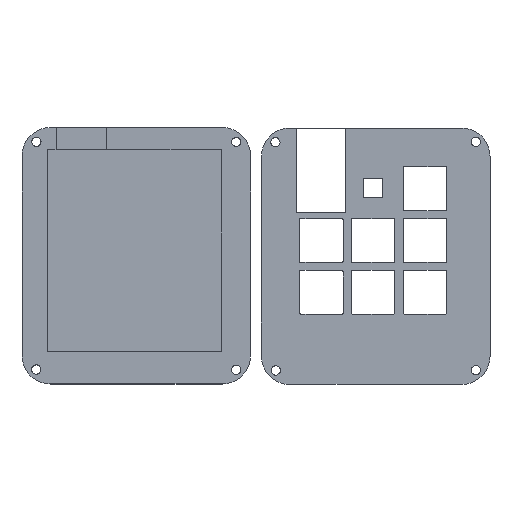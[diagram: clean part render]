
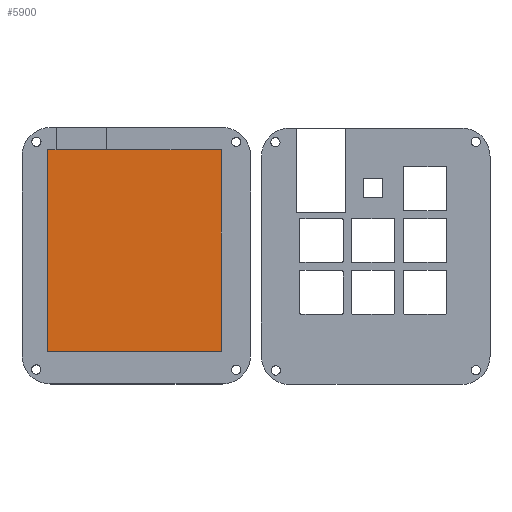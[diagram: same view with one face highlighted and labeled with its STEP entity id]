
A CAD part, top view. The second image highlights one B-rep face of the part: STEP entity #5900.
In plain terms, the highlighted planar face has unit normal (0, 0, 1).
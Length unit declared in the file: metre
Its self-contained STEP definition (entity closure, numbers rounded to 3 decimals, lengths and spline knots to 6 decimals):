
#464=LINE('',#8479,#1015);
#491=LINE('',#8534,#1042);
#494=LINE('',#8540,#1045);
#497=LINE('',#8566,#1048);
#1015=VECTOR('',#6776,1.);
#1042=VECTOR('',#6815,1.);
#1045=VECTOR('',#6820,1.);
#1048=VECTOR('',#6849,1.);
#1759=ORIENTED_EDGE('',*,*,#3517,.F.);
#1760=ORIENTED_EDGE('',*,*,#3490,.F.);
#1761=ORIENTED_EDGE('',*,*,#3531,.T.);
#1762=ORIENTED_EDGE('',*,*,#3520,.T.);
#3490=EDGE_CURVE('',#4397,#4398,#464,.T.);
#3517=EDGE_CURVE('',#4398,#4420,#491,.T.);
#3520=EDGE_CURVE('',#4422,#4420,#494,.T.);
#3531=EDGE_CURVE('',#4397,#4422,#497,.T.);
#4397=VERTEX_POINT('',#8478);
#4398=VERTEX_POINT('',#8480);
#4420=VERTEX_POINT('',#8535);
#4422=VERTEX_POINT('',#8541);
#5020=EDGE_LOOP('',(#1759,#1760,#1761,#1762));
#5399=FACE_BOUND('',#5020,.T.);
#5751=PLANE('',#6299);
#5900=ADVANCED_FACE('',(#5399),#5751,.T.);
#6299=AXIS2_PLACEMENT_3D('',#8578,#6871,#6872);
#6776=DIRECTION('',(0.,1.,0.));
#6815=DIRECTION('',(1.,0.,0.));
#6820=DIRECTION('',(0.,1.,0.));
#6849=DIRECTION('',(1.,0.,0.));
#6871=DIRECTION('',(0.,0.,1.));
#6872=DIRECTION('',(1.,0.,0.));
#8478=CARTESIAN_POINT('',(-0.0329,-0.038,0.003));
#8479=CARTESIAN_POINT('',(-0.0329,-0.000983,0.003));
#8480=CARTESIAN_POINT('',(-0.0329,0.036034,0.003));
#8534=CARTESIAN_POINT('',(-0.031306,0.036034,0.003));
#8535=CARTESIAN_POINT('',(0.030916,0.036034,0.003));
#8540=CARTESIAN_POINT('',(0.030916,-0.000983,0.003));
#8541=CARTESIAN_POINT('',(0.030916,-0.038,0.003));
#8566=CARTESIAN_POINT('',(-0.000992,-0.038,0.003));
#8578=CARTESIAN_POINT('',(-0.000292,-0.002883,0.003));
